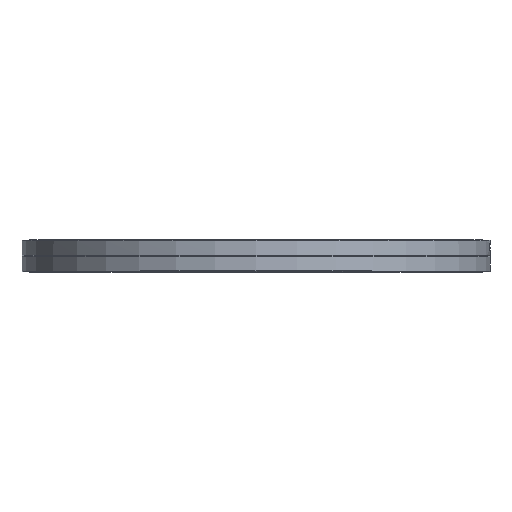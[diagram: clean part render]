
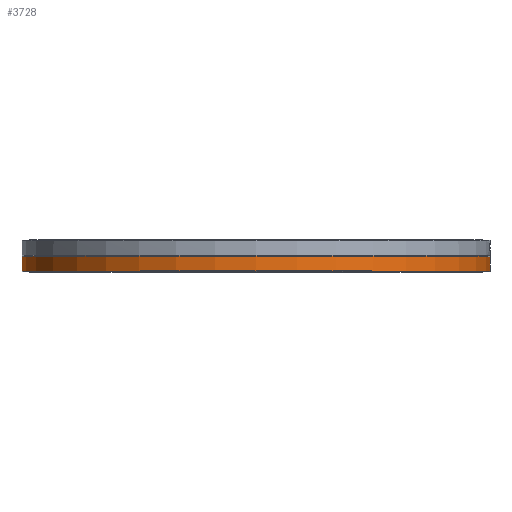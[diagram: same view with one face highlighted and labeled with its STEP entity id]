
A CAD part, top view. The second image highlights one B-rep face of the part: STEP entity #3728.
In plain terms, the highlighted cylindrical face has radius 209.55 mm (diameter 419.1 mm), a full revolution.
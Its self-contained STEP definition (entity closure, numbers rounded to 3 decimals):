
#232=CYLINDRICAL_SURFACE('',#4030,209.55);
#434=FACE_OUTER_BOUND('',#686,.T.);
#686=EDGE_LOOP('',(#2656,#2657,#2658,#2659,#2660,#2661));
#937=LINE('',#5478,#1144);
#1144=VECTOR('',#4537,209.55);
#1396=CIRCLE('',#4028,209.55);
#1397=CIRCLE('',#4029,209.55);
#1398=CIRCLE('',#4031,209.55);
#1399=CIRCLE('',#4032,209.55);
#1626=VERTEX_POINT('',#5468);
#1627=VERTEX_POINT('',#5469);
#1628=VERTEX_POINT('',#5474);
#1629=VERTEX_POINT('',#5475);
#2024=EDGE_CURVE('',#1626,#1627,#1396,.T.);
#2025=EDGE_CURVE('',#1627,#1626,#1397,.T.);
#2027=EDGE_CURVE('',#1628,#1629,#1398,.T.);
#2028=EDGE_CURVE('',#1629,#1628,#1399,.T.);
#2029=EDGE_CURVE('',#1629,#1627,#937,.T.);
#2656=ORIENTED_EDGE('',*,*,#2027,.F.);
#2657=ORIENTED_EDGE('',*,*,#2028,.F.);
#2658=ORIENTED_EDGE('',*,*,#2029,.T.);
#2659=ORIENTED_EDGE('',*,*,#2024,.F.);
#2660=ORIENTED_EDGE('',*,*,#2025,.F.);
#2661=ORIENTED_EDGE('',*,*,#2029,.F.);
#3728=ADVANCED_FACE('',(#434),#232,.T.);
#4028=AXIS2_PLACEMENT_3D('',#5470,#4526,#4527);
#4029=AXIS2_PLACEMENT_3D('',#5471,#4528,#4529);
#4030=AXIS2_PLACEMENT_3D('',#5473,#4531,#4532);
#4031=AXIS2_PLACEMENT_3D('',#5476,#4533,#4534);
#4032=AXIS2_PLACEMENT_3D('',#5477,#4535,#4536);
#4526=DIRECTION('center_axis',(0.,-1.,0.));
#4527=DIRECTION('ref_axis',(1.,0.,0.));
#4528=DIRECTION('center_axis',(0.,-1.,0.));
#4529=DIRECTION('ref_axis',(1.,0.,0.));
#4531=DIRECTION('center_axis',(0.,1.,0.));
#4532=DIRECTION('ref_axis',(-1.,0.,0.));
#4533=DIRECTION('center_axis',(0.,1.,0.));
#4534=DIRECTION('ref_axis',(1.,0.,0.));
#4535=DIRECTION('center_axis',(0.,1.,0.));
#4536=DIRECTION('ref_axis',(1.,0.,0.));
#4537=DIRECTION('',(0.,-1.,0.));
#5468=CARTESIAN_POINT('',(-209.55,0.5,0.));
#5469=CARTESIAN_POINT('',(209.55,0.5,0.));
#5470=CARTESIAN_POINT('Origin',(0.,0.5,0.));
#5471=CARTESIAN_POINT('Origin',(0.,0.5,0.));
#5473=CARTESIAN_POINT('Origin',(0.,6.881,0.));
#5474=CARTESIAN_POINT('',(0.,13.763,-209.55));
#5475=CARTESIAN_POINT('',(209.55,13.763,0.));
#5476=CARTESIAN_POINT('Origin',(0.,13.763,0.));
#5477=CARTESIAN_POINT('Origin',(0.,13.763,0.));
#5478=CARTESIAN_POINT('',(209.55,6.881,0.));
